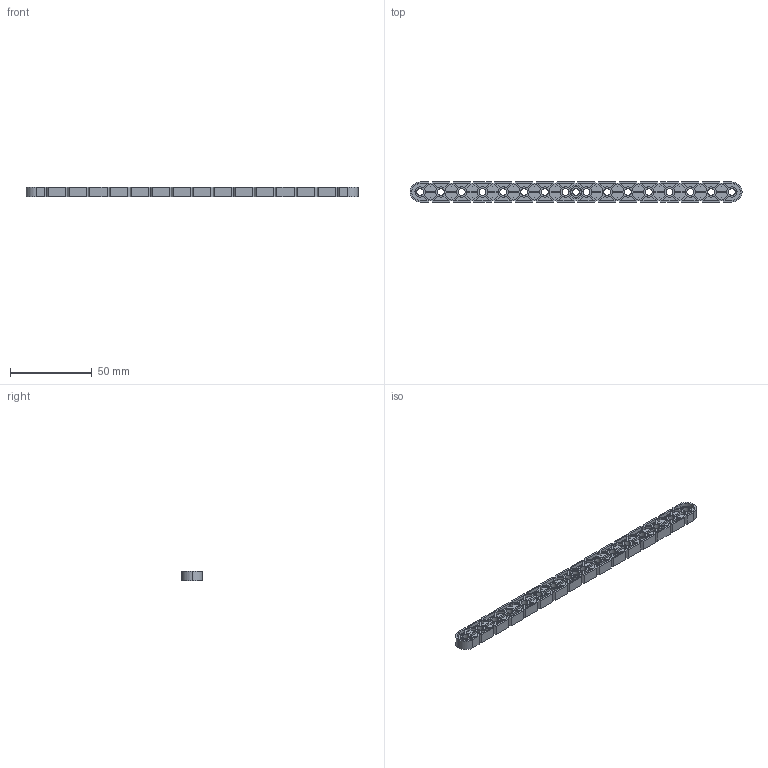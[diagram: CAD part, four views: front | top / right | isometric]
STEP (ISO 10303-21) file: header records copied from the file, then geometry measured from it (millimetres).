
FILE_DESCRIPTION (( 'STEP AP203' ), '1' );
FILE_NAME ('228-2500-014 v2.STEP', '2015-04-27T15:55:28', ( '' ), ( '' ), 'SwSTEP 2.0', 'SolidWorks 2014', '' );
FILE_SCHEMA (( 'CONFIG_CONTROL_DESIGN' ));
Length unit declared in the file: millimetre
Products named in the file (1): 228-2500-014 v2
Bounding box: 202.9 x 12.4 x 6.1 mm (x, y, z)
Volume: 7870.6 mm3; surface area: 12139.3 mm2
Topology: 1 solids, 1 shells, 942 faces, 2814 edges, 1876 vertices
Faces by surface type: plane 708, cylinder 234
Entity records: 31611 total; most frequent: CARTESIAN_POINT 5633, ORIENTED_EDGE 5628, DIRECTION 5168, EDGE_CURVE 2814, LINE 2346, VECTOR 2346, VERTEX_POINT 1876, AXIS2_PLACEMENT_3D 1411
